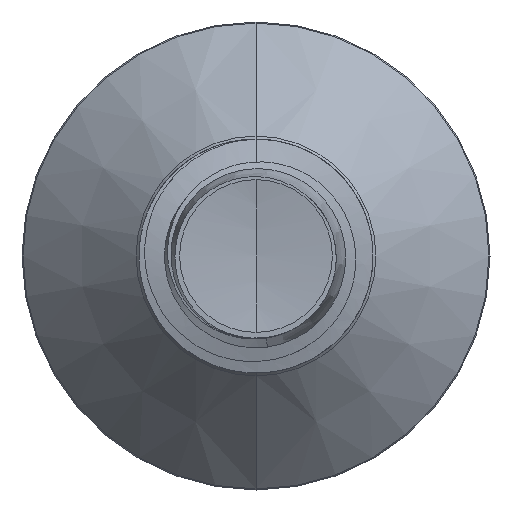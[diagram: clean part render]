
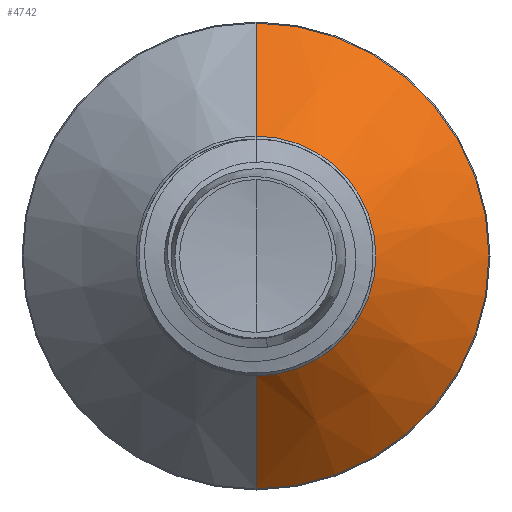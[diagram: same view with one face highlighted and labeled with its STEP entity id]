
A CAD part, front view. The second image highlights one B-rep face of the part: STEP entity #4742.
In plain terms, the highlighted conical face has half-angle 45 degrees and reference radius 2.563 mm.
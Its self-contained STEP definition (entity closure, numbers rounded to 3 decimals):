
#52 = EDGE_CURVE ( 'NONE', #9472, #8486, #1281, .T. ) ;
#162 = CARTESIAN_POINT ( 'NONE',  ( 0., 9.228, 0. ) ) ;
#622 = CARTESIAN_POINT ( 'NONE',  ( 0., 6.813, 2.563 ) ) ;
#1039 = DIRECTION ( 'NONE',  ( 0., 0.707, -0.707 ) ) ;
#1208 = CARTESIAN_POINT ( 'NONE',  ( 0., 6.813, -2.563 ) ) ;
#1281 = CIRCLE ( 'NONE', #4153, 2.563 ) ;
#1378 = LINE ( 'NONE', #622, #14223 ) ;
#1502 = DIRECTION ( 'NONE',  ( 0., 0., 1. ) ) ;
#1764 = ORIENTED_EDGE ( 'NONE', *, *, #52, .T. ) ;
#1976 = DIRECTION ( 'NONE',  ( 0., 0.707, 0.707 ) ) ;
#2054 = LINE ( 'NONE', #1208, #9731 ) ;
#2458 = AXIS2_PLACEMENT_3D ( 'NONE', #162, #9343, #1502 ) ;
#3431 = ORIENTED_EDGE ( 'NONE', *, *, #11441, .F. ) ;
#3475 = DIRECTION ( 'NONE',  ( 0., 1., 0. ) ) ;
#3690 = DIRECTION ( 'NONE',  ( 0., 0., 1. ) ) ;
#3780 = VERTEX_POINT ( 'NONE', #12922 ) ;
#4153 = AXIS2_PLACEMENT_3D ( 'NONE', #4476, #12668, #8423 ) ;
#4476 = CARTESIAN_POINT ( 'NONE',  ( 0., 6.813, 0. ) ) ;
#4742 = ADVANCED_FACE ( 'NONE', ( #6792 ), #6391, .T. ) ;
#5222 = VERTEX_POINT ( 'NONE', #5794 ) ;
#5387 = EDGE_CURVE ( 'NONE', #5222, #3780, #15311, .T. ) ;
#5794 = CARTESIAN_POINT ( 'NONE',  ( 0., 9.228, 4.978 ) ) ;
#6391 = CONICAL_SURFACE ( 'NONE', #10620, 2.563, 0.785 ) ;
#6792 = FACE_OUTER_BOUND ( 'NONE', #8102, .T. ) ;
#7731 = EDGE_CURVE ( 'NONE', #8486, #3780, #2054, .T. ) ;
#8102 = EDGE_LOOP ( 'NONE', ( #1764, #12500, #9519, #3431 ) ) ;
#8423 = DIRECTION ( 'NONE',  ( 0., 0., 1. ) ) ;
#8486 = VERTEX_POINT ( 'NONE', #12302 ) ;
#9343 = DIRECTION ( 'NONE',  ( 0., 1., 0. ) ) ;
#9472 = VERTEX_POINT ( 'NONE', #9494 ) ;
#9494 = CARTESIAN_POINT ( 'NONE',  ( 0., 6.813, 2.563 ) ) ;
#9519 = ORIENTED_EDGE ( 'NONE', *, *, #5387, .F. ) ;
#9731 = VECTOR ( 'NONE', #1039, 1000. ) ;
#10620 = AXIS2_PLACEMENT_3D ( 'NONE', #13941, #3475, #3690 ) ;
#11441 = EDGE_CURVE ( 'NONE', #9472, #5222, #1378, .T. ) ;
#12302 = CARTESIAN_POINT ( 'NONE',  ( 0., 6.813, -2.563 ) ) ;
#12500 = ORIENTED_EDGE ( 'NONE', *, *, #7731, .T. ) ;
#12668 = DIRECTION ( 'NONE',  ( 0., 1., 0. ) ) ;
#12922 = CARTESIAN_POINT ( 'NONE',  ( 0., 9.228, -4.978 ) ) ;
#13941 = CARTESIAN_POINT ( 'NONE',  ( 0., 6.813, 0. ) ) ;
#14223 = VECTOR ( 'NONE', #1976, 1000. ) ;
#15311 = CIRCLE ( 'NONE', #2458, 4.978 ) ;
